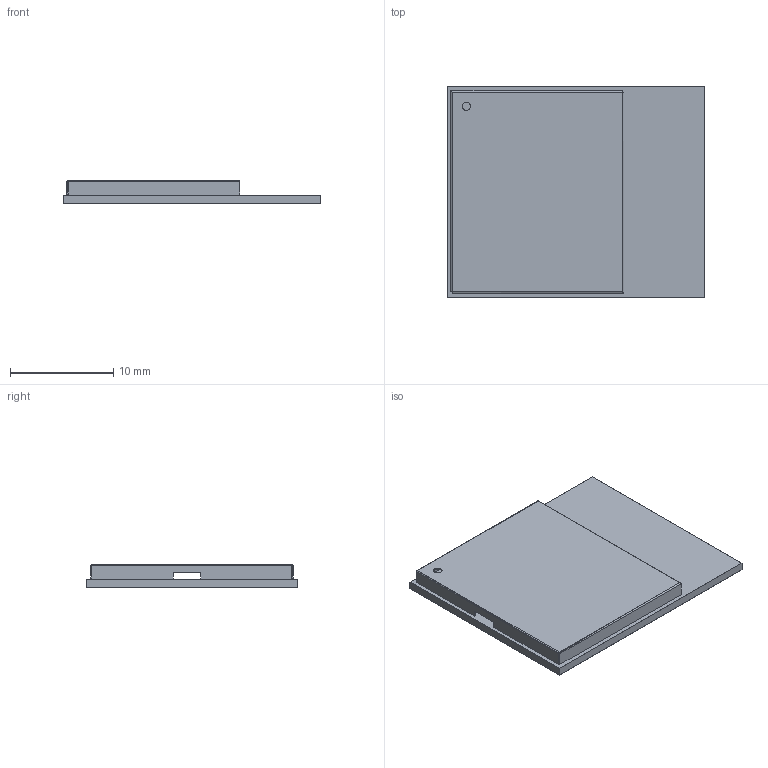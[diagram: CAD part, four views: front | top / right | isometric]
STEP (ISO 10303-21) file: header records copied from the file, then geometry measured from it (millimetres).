
FILE_DESCRIPTION((''),'2;1');
FILE_NAME('MON0063A_ASM','2017-03-07T',('a0412025'),(''),'CREO PARAMETRIC BY PTC INC, 2016050','CREO PARAMETRIC BY PTC INC, 2016050','');
FILE_SCHEMA(('AUTOMOTIVE_DESIGN { 1 0 10303 214 1 1 1 1 }'));
Length unit declared in the file: millimetre
Products named in the file (6): SOLDERMASK-BTM-MON0063A; METAL-BTM-QFM; SUBSTRATE-QFM; SOLDERMASK-TOP; SHIELD-QFM; MON0063A_ASM
Assembly tree (5 placements, depth 2):
  MON0063A_ASM
    SOLDERMASK-BTM-MON0063A
    METAL-BTM-QFM
    SUBSTRATE-QFM
    SOLDERMASK-TOP
    SHIELD-QFM
Bounding box: 25 x 20.5 x 2.21 mm (x, y, z)
Volume: 455.9 mm3; surface area: 4874.7 mm2
Topology: 5 solids, 5 shells, 307 faces, 885 edges, 588 vertices
Faces by surface type: plane 301, cylinder 6
Entity records: 13467 total; most frequent: CARTESIAN_POINT 1821, ORIENTED_EDGE 1770, DIRECTION 1527, PRESENTATION_STYLE_ASSIGNMENT 892, STYLED_ITEM 891, CURVE_STYLE 885, EDGE_CURVE 885, VECTOR 875
